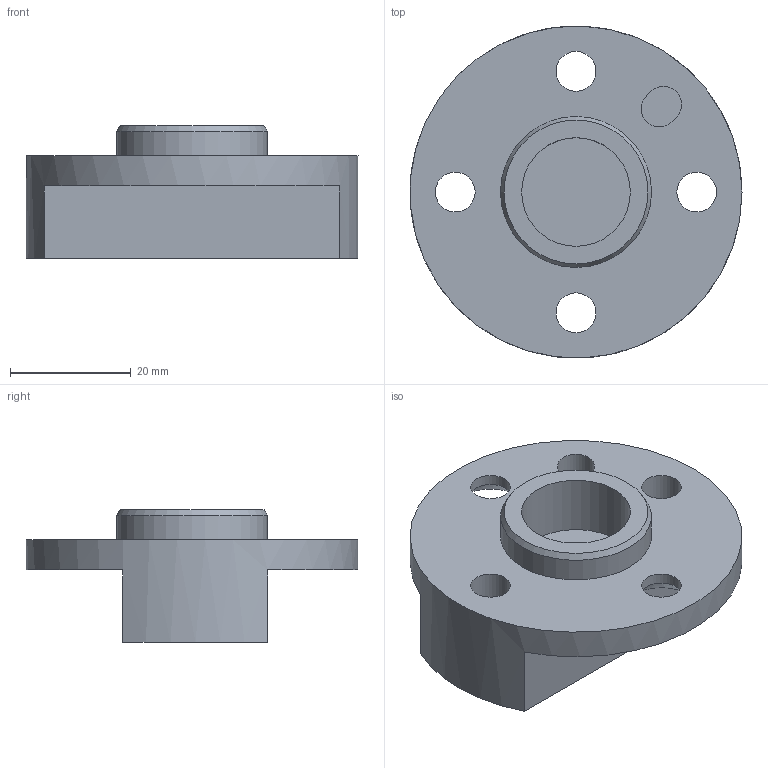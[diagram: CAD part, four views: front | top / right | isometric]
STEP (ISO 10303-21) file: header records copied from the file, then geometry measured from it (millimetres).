
FILE_DESCRIPTION(/* description */ ('Norm.ipt Template'),/* implementation_level */ '2;1');
FILE_NAME(/* name */ 'MT_WST00100291 Kupplung.stp',/* time_stamp */ '2017-11-29T14:15:22+01:00',/* author */ ('michael.schutter'),/* organization */ (''),/* preprocessor_version */ 'ST-DEVELOPER v16.5',/* originating_system */ 'Autodesk Inventor 2017',/* authorisation */ '');
FILE_SCHEMA (('AUTOMOTIVE_DESIGN { 1 0 10303 214 3 1 1 }'));
Length unit declared in the file: millimetre
Products named in the file (1): MT_WST00100291 Adapter
Bounding box: 54.99 x 54.98 x 22 mm (x, y, z)
Volume: 24881.1 mm3; surface area: 8943 mm2
Topology: 1 solids, 1 shells, 25 faces, 59 edges, 39 vertices
Faces by surface type: plane 11, cylinder 9, cone 5
Full cylindrical faces by diameter (mm): 6.6 x4, 18 x1, 25 x1, 55 x1
Entity records: 672 total; most frequent: DIRECTION 120, CARTESIAN_POINT 102, ORIENTED_EDGE 84, AXIS2_PLACEMENT_3D 52, EDGE_LOOP 48, EDGE_CURVE 42, VERTEX_POINT 34, CIRCLE 26
